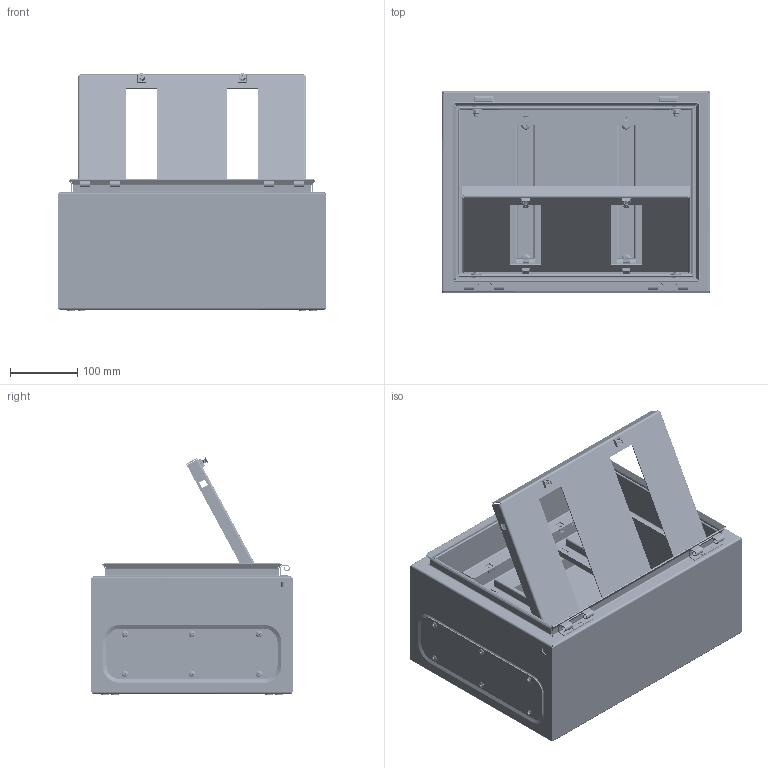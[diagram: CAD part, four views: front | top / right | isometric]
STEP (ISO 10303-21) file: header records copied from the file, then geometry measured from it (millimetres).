
FILE_DESCRIPTION (( 'STEP AP203' ), '1' );
FILE_NAME ('R5TM43.step', '2011-10-28T13:01:35', ( 'User' ), ( 'DKC' ), 'SwSTEP 2.0', 'SolidWorks 2011', '' );
FILE_SCHEMA (( 'CONFIG_CONTROL_DESIGN' ));
Products named in the file (33): R5TM43; reduser; Sectioning sets R5TM 1 door_R5TM43; Rounded head screw with cross slot M6 x 12_ISO 7045 - M6 x 12 - Z --- 12S; Din profile CE_300; Perno AC00C148_AC00C148; screw M5x30_screw M5x30; AC00C129; Borchia quadra per pannelli distribuzione_AC00C147; Porta distribuzione_400õ300 ÑÂ02Ñ312; Dado gabbia 11x11 M5; dado quadrato 11x11 M5_Default; gabbia M6_Default; Cerniera CE AC00C146; Øïèëüêà çàïðåññîâàííàÿ â ïåòëþ M6 x 10_ M6x16; cerniera per panelli distribuzione CE_AC00C146; Frame for sectioning sets R5TM_400x300; Traversa porta_300 ﾑﾂ02ﾑ309; Montante porta_400 CB02C305; Frames CE assemble 11111_400x300x200 R5CE0432; land; Tapping screw 4.8x9.5 AC00C352_AC00C352; End-cup AC00C383_Default; Tapping screw 4.2x16_Tapping screw 4.2x16; Blocchetto fissaggio cerniera AC00C354_AC00C354; CERNIERA AC00C399_Default; Flange nut M6_ISO 7044-M6-S; Perno M6 AC00C145_1; Sealant AC00C355; End-cup AC00C317_Default; Flanges CE_227x47; Sealants of flange_227x47; Frames CE 11111_400x300x200
Assembly tree (83 placements, depth 4):
  R5TM43
    Sectioning sets R5TM 1 door_R5TM43
      Perno AC00C148_AC00C148  x2
      screw M5x30_screw M5x30  x2
      AC00C129  x2
      Rounded head screw with cross slot M6 x 12_ISO 7045 - M6 x 12 - Z --- 12S  x4
      Borchia quadra per pannelli distribuzione_AC00C147  x2
      Flange nut M6_ISO 7044-M6-S  x6
      Porta distribuzione_400õ300 ÑÂ02Ñ312
      Din profile CE_300  x2
      Frame for sectioning sets R5TM_400x300
        Traversa porta_300 ﾑﾂ02ﾑ309  x2
        Montante porta_400 CB02C305  x2
      Cerniera CE AC00C146  x2
        Øïèëüêà çàïðåññîâàííàÿ â ïåòëþ M6 x 10_ M6x16
        cerniera per panelli distribuzione CE_AC00C146
      Dado gabbia 11x11 M5  x2
        gabbia M6_Default
        dado quadrato 11x11 M5_Default
    reduser  x4
    Flange nut M6_ISO 7044-M6-S  x4
    Frames CE assemble 11111_400x300x200 R5CE0432
      End-cup AC00C317_Default  x4
      Tapping screw 4.2x16_Tapping screw 4.2x16  x4
      Flange nut M6_ISO 7044-M6-S  x4
      CERNIERA AC00C399_Default  x2
      Sealants of flange_227x47
      Sealant AC00C355  x4
      land  x4
      Perno M6 AC00C145_1  x4
      Tapping screw 4.8x9.5 AC00C352_AC00C352  x6
      Blocchetto fissaggio cerniera AC00C354_AC00C354  x2
      Flanges CE_227x47
      Frames CE 11111_400x300x200
      End-cup AC00C383_Default  x2
Bounding box: 400.13 x 300 x 354.16 mm (x, y, z)
Volume: 1073827.4 mm3; surface area: 1435122.6 mm2
Topology: 84 solids, 84 shells, 6886 faces, 17192 edges, 10502 vertices
Faces by surface type: cone 2026, cylinder 1888, plane 1460, bspline 1356, torus 136, sphere 20
Entity records: 148590 total; most frequent: CARTESIAN_POINT 90954, ORIENTED_EDGE 11552, DIRECTION 10501, EDGE_CURVE 5776, AXIS2_PLACEMENT_3D 3922, VERTEX_POINT 3564, LINE 2657, VECTOR 2657
